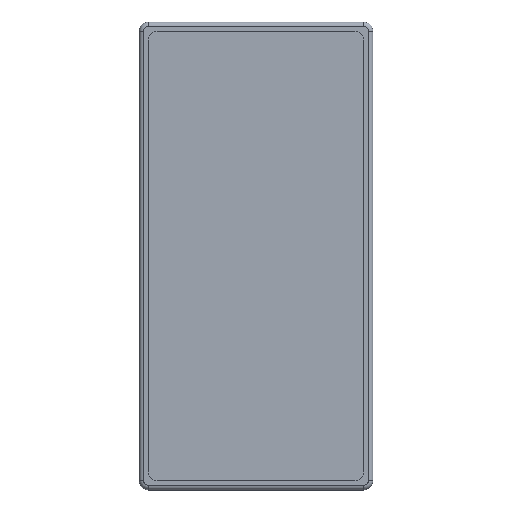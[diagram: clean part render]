
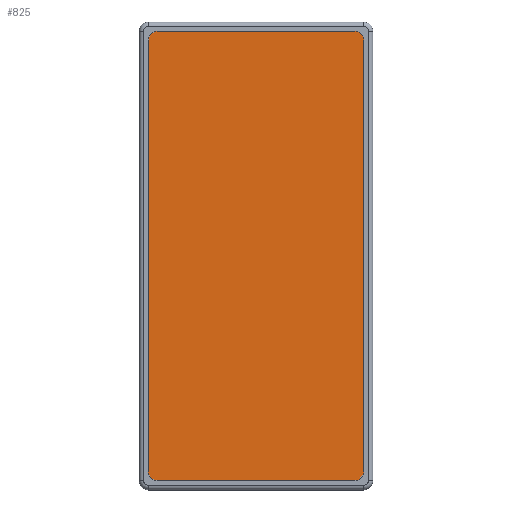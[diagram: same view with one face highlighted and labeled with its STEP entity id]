
A CAD part, top view. The second image highlights one B-rep face of the part: STEP entity #825.
In plain terms, the highlighted planar face has unit normal (0, 0, 1).
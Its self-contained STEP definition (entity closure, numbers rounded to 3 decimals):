
#635 = VERTEX_POINT('',#636);
#636 = CARTESIAN_POINT('',(14.24,13.24,10.4));
#642 = EDGE_CURVE('',#635,#643,#645,.T.);
#643 = VERTEX_POINT('',#644);
#644 = CARTESIAN_POINT('',(14.24,-33.56,10.4));
#645 = LINE('',#646,#647);
#646 = CARTESIAN_POINT('',(14.24,14.24,10.4));
#647 = VECTOR('',#648,1.);
#648 = DIRECTION('',(0.,-1.,0.));
#666 = VERTEX_POINT('',#667);
#667 = CARTESIAN_POINT('',(13.24,14.24,10.4));
#673 = EDGE_CURVE('',#635,#666,#674,.T.);
#674 = CIRCLE('',#675,1.);
#675 = AXIS2_PLACEMENT_3D('',#676,#677,#678);
#676 = CARTESIAN_POINT('',(13.24,13.24,10.4));
#677 = DIRECTION('',(0.,0.,1.));
#678 = DIRECTION('',(0.,-1.,0.));
#691 = EDGE_CURVE('',#692,#643,#694,.T.);
#692 = VERTEX_POINT('',#693);
#693 = CARTESIAN_POINT('',(13.24,-34.56,10.4));
#694 = CIRCLE('',#695,1.);
#695 = AXIS2_PLACEMENT_3D('',#696,#697,#698);
#696 = CARTESIAN_POINT('',(13.24,-33.56,10.4));
#697 = DIRECTION('',(0.,0.,1.));
#698 = DIRECTION('',(0.,-1.,0.));
#716 = VERTEX_POINT('',#717);
#717 = CARTESIAN_POINT('',(-8.16,14.24,10.4));
#723 = EDGE_CURVE('',#716,#666,#724,.T.);
#724 = LINE('',#725,#726);
#725 = CARTESIAN_POINT('',(-9.16,14.24,10.4));
#726 = VECTOR('',#727,1.);
#727 = DIRECTION('',(1.,0.,0.));
#740 = EDGE_CURVE('',#692,#741,#743,.T.);
#741 = VERTEX_POINT('',#742);
#742 = CARTESIAN_POINT('',(-8.16,-34.56,10.4));
#743 = LINE('',#744,#745);
#744 = CARTESIAN_POINT('',(14.24,-34.56,10.4));
#745 = VECTOR('',#746,1.);
#746 = DIRECTION('',(-1.,0.,0.));
#764 = EDGE_CURVE('',#765,#716,#767,.T.);
#765 = VERTEX_POINT('',#766);
#766 = CARTESIAN_POINT('',(-9.16,13.24,10.4));
#767 = CIRCLE('',#768,1.);
#768 = AXIS2_PLACEMENT_3D('',#769,#770,#771);
#769 = CARTESIAN_POINT('',(-8.16,13.24,10.4));
#770 = DIRECTION('',(0.,0.,-1.));
#771 = DIRECTION('',(0.,-1.,0.));
#789 = VERTEX_POINT('',#790);
#790 = CARTESIAN_POINT('',(-9.16,-33.56,10.4));
#796 = EDGE_CURVE('',#741,#789,#797,.T.);
#797 = CIRCLE('',#798,1.);
#798 = AXIS2_PLACEMENT_3D('',#799,#800,#801);
#799 = CARTESIAN_POINT('',(-8.16,-33.56,10.4));
#800 = DIRECTION('',(0.,0.,-1.));
#801 = DIRECTION('',(0.,-1.,0.));
#814 = EDGE_CURVE('',#789,#765,#815,.T.);
#815 = LINE('',#816,#817);
#816 = CARTESIAN_POINT('',(-9.16,-34.56,10.4));
#817 = VECTOR('',#818,1.);
#818 = DIRECTION('',(0.,1.,0.));
#825 = ADVANCED_FACE('',(#826),#836,.F.);
#826 = FACE_BOUND('',#827,.F.);
#827 = EDGE_LOOP('',(#828,#829,#830,#831,#832,#833,#834,#835));
#828 = ORIENTED_EDGE('',*,*,#642,.T.);
#829 = ORIENTED_EDGE('',*,*,#691,.F.);
#830 = ORIENTED_EDGE('',*,*,#740,.T.);
#831 = ORIENTED_EDGE('',*,*,#796,.T.);
#832 = ORIENTED_EDGE('',*,*,#814,.T.);
#833 = ORIENTED_EDGE('',*,*,#764,.T.);
#834 = ORIENTED_EDGE('',*,*,#723,.T.);
#835 = ORIENTED_EDGE('',*,*,#673,.F.);
#836 = PLANE('',#837);
#837 = AXIS2_PLACEMENT_3D('',#838,#839,#840);
#838 = CARTESIAN_POINT('',(2.54,-10.16,10.4));
#839 = DIRECTION('',(0.,0.,-1.));
#840 = DIRECTION('',(-1.,0.,0.));
